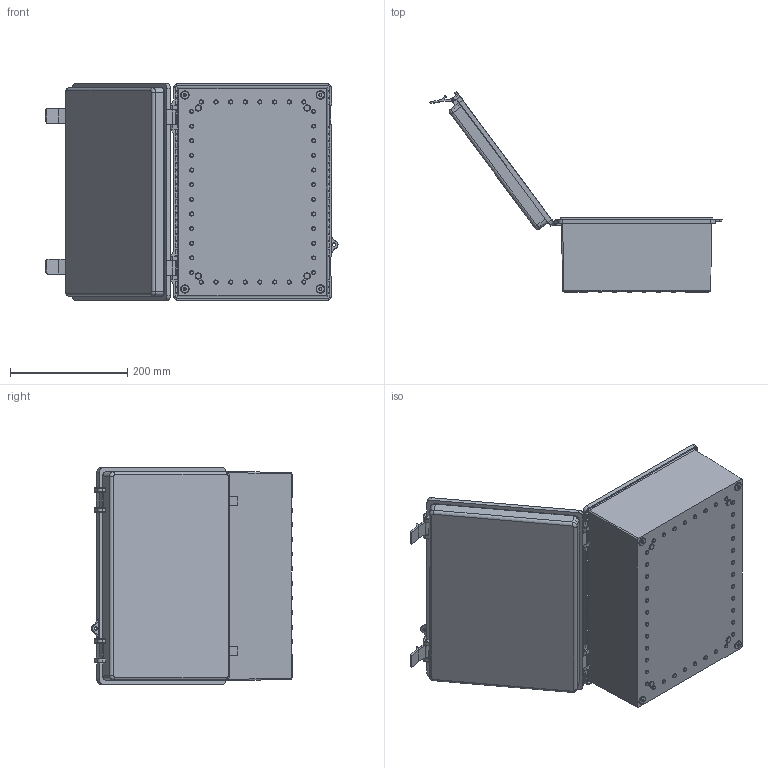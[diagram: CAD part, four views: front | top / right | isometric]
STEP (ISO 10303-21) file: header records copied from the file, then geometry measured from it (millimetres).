
FILE_DESCRIPTION (( 'STEP AP214' ), '1' );
FILE_NAME ('TEP141006-KIT.STEP', '2019-05-08T18:14:01', ( '' ), ( '' ), 'SwSTEP 2.0', 'SolidWorks 2018', '' );
FILE_SCHEMA (( 'AUTOMOTIVE_DESIGN' ));
Length unit declared in the file: inch
Products named in the file (7): 1BE04-017; 10-32 NEMA PLATE SCREW; XFW-0002; NBE141006_lid latch; NBE141006_box; NBE141006_lid; TEP141006-KIT
Assembly tree (13 placements, depth 2):
  TEP141006-KIT
    NBE141006_box
    NBE141006_lid
    NBE141006_lid latch  x2
    1BE04-017
    10-32 NEMA PLATE SCREW  x4
    XFW-0002  x4
Bounding box: 498.5 x 342.57 x 370.1 mm (x, y, z)
Volume: 1508347 mm3; surface area: 962124.5 mm2
Topology: 16 solids, 16 shells, 2327 faces, 5472 edges, 3317 vertices
Faces by surface type: cone 810, plane 752, cylinder 511, torus 250, bspline 4
Entity records: 74121 total; most frequent: CARTESIAN_POINT 10221, DIRECTION 10105, ORIENTED_EDGE 8776, EDGE_CURVE 4388, AXIS2_PLACEMENT_3D 3924, VERTEX_POINT 2629, VECTOR 2257, LINE 2257
